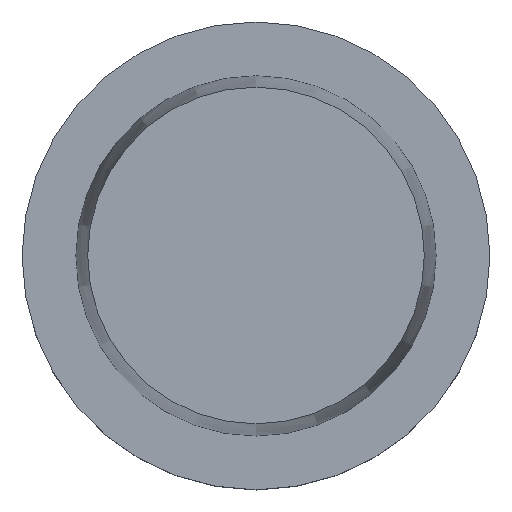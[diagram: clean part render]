
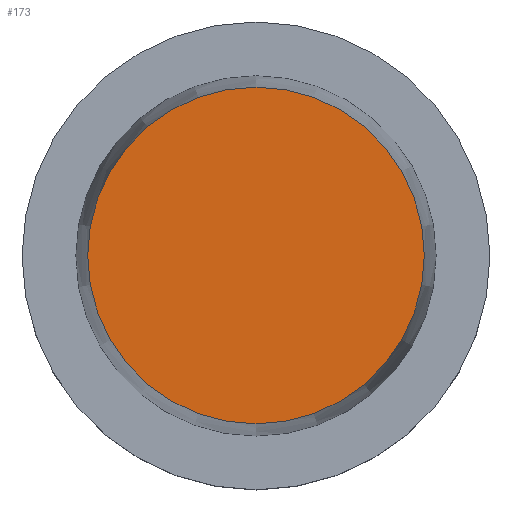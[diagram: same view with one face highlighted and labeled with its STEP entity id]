
A CAD part, top view. The second image highlights one B-rep face of the part: STEP entity #173.
In plain terms, the highlighted planar face has unit normal (0, 0, 1).
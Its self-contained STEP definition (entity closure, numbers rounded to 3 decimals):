
#173=ADVANCED_FACE('Unnamed[1]',(#362),#363,.T.);
#197=EDGE_CURVE('Unnamed[1]',#401,#401,#402,.T.);
#362=FACE_OUTER_BOUND('',#596,.T.);
#363=PLANE('',#597);
#401=VERTEX_POINT('',#644);
#402=CIRCLE('',#645,44.978);
#596=EDGE_LOOP('',(#808));
#597=AXIS2_PLACEMENT_3D('',#809,#810,#811);
#644=CARTESIAN_POINT('',(0.,44.978,63.));
#645=AXIS2_PLACEMENT_3D('',#854,#855,#856);
#808=ORIENTED_EDGE('',*,*,#197,.F.);
#809=CARTESIAN_POINT('',(0.,22.489,63.));
#810=DIRECTION('',(0.,0.,1.0));
#811=DIRECTION('',(0.,-1.0,0.));
#854=CARTESIAN_POINT('',(0.,0.,63.));
#855=DIRECTION('',(0.,0.,-1.0));
#856=DIRECTION('',(0.,1.0,0.));
